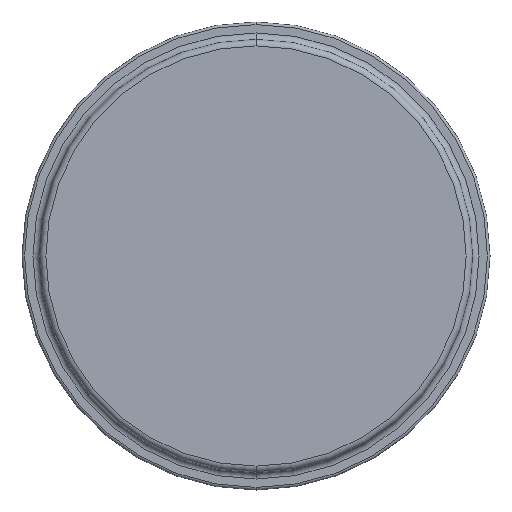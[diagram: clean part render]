
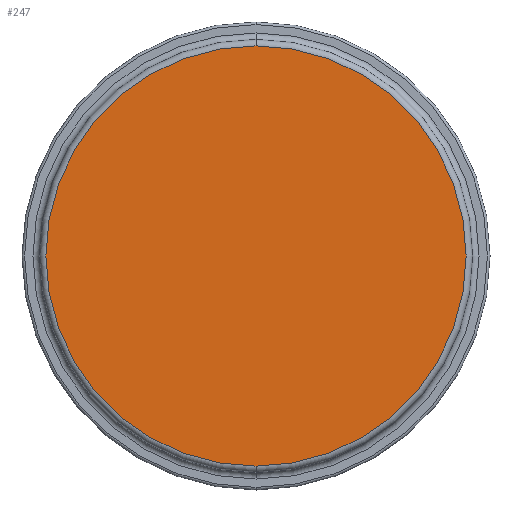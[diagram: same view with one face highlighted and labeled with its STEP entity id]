
A CAD part, front view. The second image highlights one B-rep face of the part: STEP entity #247.
In plain terms, the highlighted planar face has unit normal (0, -1, 0).
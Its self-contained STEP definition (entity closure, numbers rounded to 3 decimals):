
#52 = DIRECTION ( 'NONE',  ( 0., 0., 1. ) ) ;
#55 = CARTESIAN_POINT ( 'NONE',  ( 0., 0., -16.3 ) ) ;
#124 = CARTESIAN_POINT ( 'NONE',  ( 0., 0., 16.3 ) ) ;
#214 = EDGE_CURVE ( 'NONE', #353, #924, #1166, .T. ) ;
#247 = ADVANCED_FACE ( 'NONE', ( #733 ), #594, .F. ) ;
#281 = DIRECTION ( 'NONE',  ( 0., 1., 0. ) ) ;
#353 = VERTEX_POINT ( 'NONE', #124 ) ;
#390 = DIRECTION ( 'NONE',  ( 0., 0., 1. ) ) ;
#441 = ORIENTED_EDGE ( 'NONE', *, *, #1325, .T. ) ;
#497 = CARTESIAN_POINT ( 'NONE',  ( 0., 0., 0. ) ) ;
#522 = AXIS2_PLACEMENT_3D ( 'NONE', #1323, #1020, #722 ) ;
#552 = AXIS2_PLACEMENT_3D ( 'NONE', #497, #281, #390 ) ;
#570 = CARTESIAN_POINT ( 'NONE',  ( 0., 0., 0. ) ) ;
#594 = PLANE ( 'NONE',  #552 ) ;
#722 = DIRECTION ( 'NONE',  ( 0., 0., 1. ) ) ;
#733 = FACE_OUTER_BOUND ( 'NONE', #910, .T. ) ;
#752 = CIRCLE ( 'NONE', #522, 16.3 ) ;
#910 = EDGE_LOOP ( 'NONE', ( #1089, #441 ) ) ;
#924 = VERTEX_POINT ( 'NONE', #55 ) ;
#1020 = DIRECTION ( 'NONE',  ( 0., -1., 0. ) ) ;
#1089 = ORIENTED_EDGE ( 'NONE', *, *, #214, .T. ) ;
#1141 = AXIS2_PLACEMENT_3D ( 'NONE', #570, #1279, #52 ) ;
#1166 = CIRCLE ( 'NONE', #1141, 16.3 ) ;
#1279 = DIRECTION ( 'NONE',  ( 0., -1., 0. ) ) ;
#1323 = CARTESIAN_POINT ( 'NONE',  ( 0., 0., 0. ) ) ;
#1325 = EDGE_CURVE ( 'NONE', #924, #353, #752, .T. ) ;
